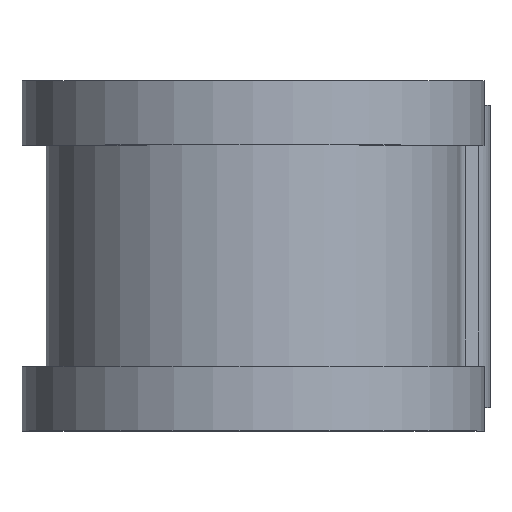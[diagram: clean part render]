
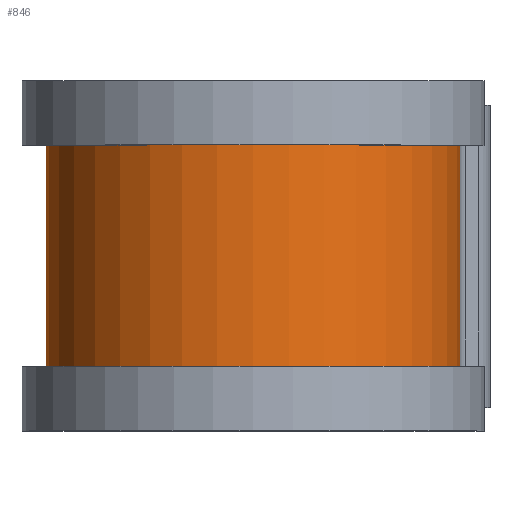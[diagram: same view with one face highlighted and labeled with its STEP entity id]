
A CAD part, top view. The second image highlights one B-rep face of the part: STEP entity #846.
In plain terms, the highlighted cylindrical face has radius 13.056 mm (diameter 26.111 mm), a partial arc.
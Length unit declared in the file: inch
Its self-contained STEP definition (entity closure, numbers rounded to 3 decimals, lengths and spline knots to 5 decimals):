
#7 = DIRECTION ( 'NONE',  ( 0., 0., -1. ) ) ;
#41 = CARTESIAN_POINT ( 'NONE',  ( 0., -0.275, -0.514 ) ) ;
#136 = VECTOR ( 'NONE', #1271, 39.37008 ) ;
#151 = ORIENTED_EDGE ( 'NONE', *, *, #1238, .T. ) ;
#191 = VERTEX_POINT ( 'NONE', #41 ) ;
#196 = VERTEX_POINT ( 'NONE', #201 ) ;
#201 = CARTESIAN_POINT ( 'NONE',  ( 0.514, 0.275, 0. ) ) ;
#399 = DIRECTION ( 'NONE',  ( 0., -1., 0. ) ) ;
#531 = ORIENTED_EDGE ( 'NONE', *, *, #661, .F. ) ;
#600 = AXIS2_PLACEMENT_3D ( 'NONE', #1497, #765, #1653 ) ;
#641 = DIRECTION ( 'NONE',  ( 0., -1., 0. ) ) ;
#653 = AXIS2_PLACEMENT_3D ( 'NONE', #1157, #399, #1543 ) ;
#659 = VERTEX_POINT ( 'NONE', #1379 ) ;
#661 = EDGE_CURVE ( 'NONE', #196, #659, #1487, .T. ) ;
#663 = EDGE_LOOP ( 'NONE', ( #531, #151, #804, #1756 ) ) ;
#690 = CARTESIAN_POINT ( 'NONE',  ( 0.514, 0.375, 0. ) ) ;
#765 = DIRECTION ( 'NONE',  ( 0., -1., 0. ) ) ;
#769 = VERTEX_POINT ( 'NONE', #936 ) ;
#804 = ORIENTED_EDGE ( 'NONE', *, *, #1556, .T. ) ;
#806 = CYLINDRICAL_SURFACE ( 'NONE', #653, 0.514 ) ;
#846 = ADVANCED_FACE ( 'NONE', ( #1122 ), #806, .T. ) ;
#865 = DIRECTION ( 'NONE',  ( 0., -1., 0. ) ) ;
#936 = CARTESIAN_POINT ( 'NONE',  ( 0., 0.275, -0.514 ) ) ;
#1113 = CIRCLE ( 'NONE', #600, 0.514 ) ;
#1122 = FACE_OUTER_BOUND ( 'NONE', #663, .T. ) ;
#1129 = AXIS2_PLACEMENT_3D ( 'NONE', #1607, #865, #7 ) ;
#1157 = CARTESIAN_POINT ( 'NONE',  ( 0., 0.375, 0. ) ) ;
#1238 = EDGE_CURVE ( 'NONE', #196, #769, #1494, .T. ) ;
#1251 = LINE ( 'NONE', #1361, #1337 ) ;
#1271 = DIRECTION ( 'NONE',  ( 0., -1., 0. ) ) ;
#1337 = VECTOR ( 'NONE', #641, 39.37008 ) ;
#1361 = CARTESIAN_POINT ( 'NONE',  ( 0., 0.375, -0.514 ) ) ;
#1379 = CARTESIAN_POINT ( 'NONE',  ( 0.514, -0.275, 0. ) ) ;
#1487 = LINE ( 'NONE', #690, #136 ) ;
#1492 = EDGE_CURVE ( 'NONE', #659, #191, #1113, .T. ) ;
#1494 = CIRCLE ( 'NONE', #1129, 0.514 ) ;
#1497 = CARTESIAN_POINT ( 'NONE',  ( 0., -0.275, 0. ) ) ;
#1543 = DIRECTION ( 'NONE',  ( 0., 0., -1. ) ) ;
#1556 = EDGE_CURVE ( 'NONE', #769, #191, #1251, .T. ) ;
#1607 = CARTESIAN_POINT ( 'NONE',  ( 0., 0.275, 0. ) ) ;
#1653 = DIRECTION ( 'NONE',  ( 0., 0., -1. ) ) ;
#1756 = ORIENTED_EDGE ( 'NONE', *, *, #1492, .F. ) ;
